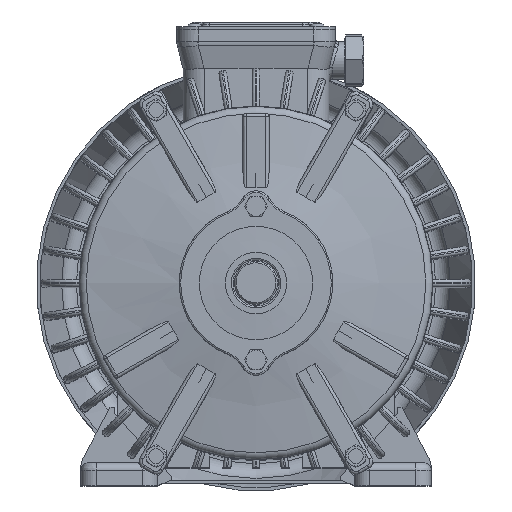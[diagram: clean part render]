
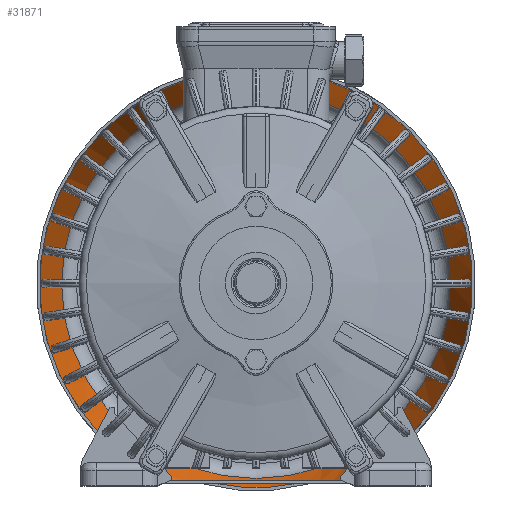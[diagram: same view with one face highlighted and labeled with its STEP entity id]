
A CAD part, top view. The second image highlights one B-rep face of the part: STEP entity #31871.
In plain terms, the highlighted conical face has half-angle 17.36 degrees and reference radius 133.765 mm.
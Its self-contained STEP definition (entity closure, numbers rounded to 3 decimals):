
#252=(
BOUNDED_CURVE()
B_SPLINE_CURVE(2,(#58422,#58423,#58424),.UNSPECIFIED.,.F.,.F.)
B_SPLINE_CURVE_WITH_KNOTS((3,3),(0.,3.711),.UNSPECIFIED.)
CURVE()
GEOMETRIC_REPRESENTATION_ITEM()
RATIONAL_B_SPLINE_CURVE((1.,1.004,1.))
REPRESENTATION_ITEM('')
);
#253=(
BOUNDED_CURVE()
B_SPLINE_CURVE(2,(#58426,#58427,#58428),.UNSPECIFIED.,.F.,.F.)
B_SPLINE_CURVE_WITH_KNOTS((3,3),(0.,3.711),.UNSPECIFIED.)
CURVE()
GEOMETRIC_REPRESENTATION_ITEM()
RATIONAL_B_SPLINE_CURVE((1.,1.004,1.))
REPRESENTATION_ITEM('')
);
#5407=CONICAL_SURFACE('',#35870,133.765,17.36);
#6682=FACE_BOUND('',#10871,.T.);
#8512=FACE_OUTER_BOUND('',#10870,.T.);
#10870=EDGE_LOOP('',(#28501,#28502,#28503,#28504,#28505,#28506));
#10871=EDGE_LOOP('',(#28507));
#12735=CIRCLE('',#35692,132.464);
#12738=CIRCLE('',#35698,132.464);
#12739=CIRCLE('',#35699,132.464);
#12741=CIRCLE('',#35703,141.);
#12825=CIRCLE('',#35871,126.53);
#15433=VERTEX_POINT('',#58390);
#15434=VERTEX_POINT('',#58392);
#15440=VERTEX_POINT('',#58415);
#15441=VERTEX_POINT('',#58417);
#15442=VERTEX_POINT('',#58421);
#15443=VERTEX_POINT('',#58425);
#15608=VERTEX_POINT('',#58926);
#19711=EDGE_CURVE('',#15434,#15433,#12735,.T.);
#19721=EDGE_CURVE('',#15433,#15440,#12738,.T.);
#19722=EDGE_CURVE('',#15441,#15434,#12739,.T.);
#19724=EDGE_CURVE('',#15440,#15442,#252,.T.);
#19725=EDGE_CURVE('',#15443,#15441,#253,.T.);
#19730=EDGE_CURVE('',#15442,#15443,#12741,.T.);
#19974=EDGE_CURVE('',#15608,#15608,#12825,.T.);
#28501=ORIENTED_EDGE('',*,*,#19711,.T.);
#28502=ORIENTED_EDGE('',*,*,#19721,.T.);
#28503=ORIENTED_EDGE('',*,*,#19724,.T.);
#28504=ORIENTED_EDGE('',*,*,#19730,.T.);
#28505=ORIENTED_EDGE('',*,*,#19725,.T.);
#28506=ORIENTED_EDGE('',*,*,#19722,.T.);
#28507=ORIENTED_EDGE('',*,*,#19974,.F.);
#31871=ADVANCED_FACE('',(#8512,#6682),#5407,.F.);
#35692=AXIS2_PLACEMENT_3D('',#58393,#44897,#44898);
#35698=AXIS2_PLACEMENT_3D('',#58416,#44914,#44915);
#35699=AXIS2_PLACEMENT_3D('',#58418,#44916,#44917);
#35703=AXIS2_PLACEMENT_3D('',#58436,#44928,#44929);
#35870=AXIS2_PLACEMENT_3D('',#58925,#45422,#45423);
#35871=AXIS2_PLACEMENT_3D('',#58927,#45424,#45425);
#44897=DIRECTION('center_axis',(0.,-1.,0.));
#44898=DIRECTION('ref_axis',(1.,0.,0.));
#44914=DIRECTION('center_axis',(0.,-1.,0.));
#44915=DIRECTION('ref_axis',(1.,0.,0.));
#44916=DIRECTION('center_axis',(0.,-1.,0.));
#44917=DIRECTION('ref_axis',(1.,0.,0.));
#44928=DIRECTION('center_axis',(0.,-1.,0.));
#44929=DIRECTION('ref_axis',(1.,0.,0.));
#45422=DIRECTION('center_axis',(0.,-1.,0.));
#45423=DIRECTION('ref_axis',(1.,0.,0.));
#45424=DIRECTION('center_axis',(0.,-1.,0.));
#45425=DIRECTION('ref_axis',(1.,0.,0.));
#58390=CARTESIAN_POINT('',(-25.431,72.,130.));
#58392=CARTESIAN_POINT('',(25.431,72.,130.));
#58393=CARTESIAN_POINT('Origin',(0.,72.,0.));
#58415=CARTESIAN_POINT('',(-34.099,72.,128.));
#58416=CARTESIAN_POINT('Origin',(0.,72.,0.));
#58417=CARTESIAN_POINT('',(34.099,72.,128.));
#58418=CARTESIAN_POINT('Origin',(0.,72.,0.));
#58421=CARTESIAN_POINT('',(-59.135,44.695,128.));
#58422=CARTESIAN_POINT('Ctrl Pts',(-34.099,72.,128.));
#58423=CARTESIAN_POINT('Ctrl Pts',(-46.227,62.013,128.));
#58424=CARTESIAN_POINT('Ctrl Pts',(-59.135,44.695,128.));
#58425=CARTESIAN_POINT('',(59.135,44.695,128.));
#58426=CARTESIAN_POINT('Ctrl Pts',(59.135,44.695,128.));
#58427=CARTESIAN_POINT('Ctrl Pts',(46.227,62.013,128.));
#58428=CARTESIAN_POINT('Ctrl Pts',(34.099,72.,128.));
#58436=CARTESIAN_POINT('Origin',(0.,44.695,0.));
#58925=CARTESIAN_POINT('Origin',(0.,67.839,0.));
#58926=CARTESIAN_POINT('',(126.53,90.984,0.));
#58927=CARTESIAN_POINT('Origin',(0.,90.984,0.));
